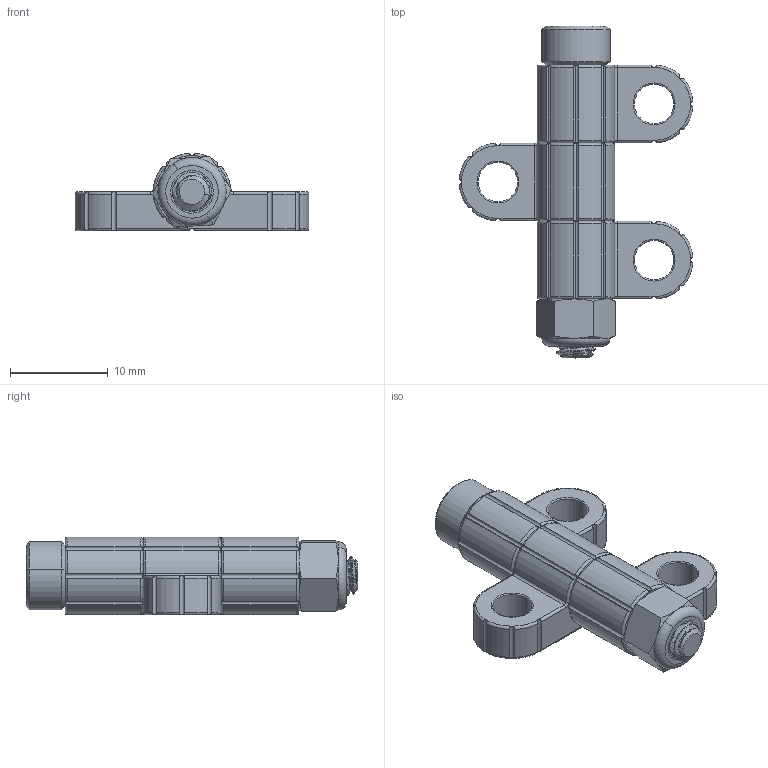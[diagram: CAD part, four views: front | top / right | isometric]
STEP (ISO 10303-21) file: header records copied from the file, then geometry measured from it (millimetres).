
FILE_DESCRIPTION (( 'STEP AP203' ), '1' );
FILE_NAME ('2902-0003-0001 assembly.STEP', '2021-10-18T18:23:50', ( '' ), ( '' ), 'SwSTEP 2.0', 'SolidWorks 2016', '' );
FILE_SCHEMA (( 'CONFIG_CONTROL_DESIGN' ));
Length unit declared in the file: millimetre
Products named in the file (4): 2812-0004-0007_90576A103; 2902-0025-0001; 2902-0003-0001 assembly; 2800-0004-0030_90128A207
Assembly tree (5 placements, depth 2):
  2902-0003-0001 assembly
    2902-0025-0001  x3
    2800-0004-0030_90128A207
    2812-0004-0007_90576A103
Bounding box: 23.93 x 34 x 7.97 mm (x, y, z)
Volume: 2040.6 mm3; surface area: 2866.5 mm2
Topology: 5 solids, 5 shells, 480 faces, 1252 edges, 786 vertices
Faces by surface type: cylinder 312, torus 96, plane 38, cone 30, bspline 4
Entity records: 17685 total; most frequent: CARTESIAN_POINT 9940, ORIENTED_EDGE 1832, DIRECTION 1273, EDGE_CURVE 916, VERTEX_POINT 586, AXIS2_PLACEMENT_3D 499, EDGE_LOOP 352, FACE_OUTER_BOUND 340
